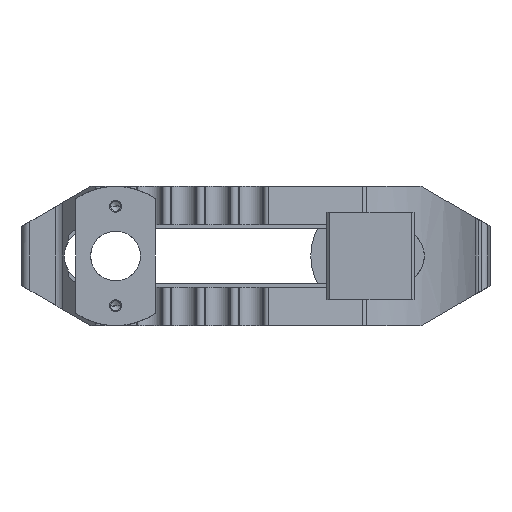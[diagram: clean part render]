
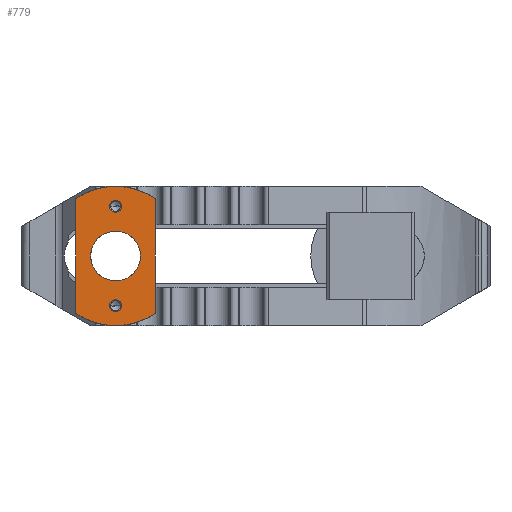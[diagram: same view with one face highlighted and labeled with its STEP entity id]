
A CAD part, front view. The second image highlights one B-rep face of the part: STEP entity #779.
In plain terms, the highlighted planar face has unit normal (0, -1, 0).
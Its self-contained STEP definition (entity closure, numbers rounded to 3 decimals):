
#779=ADVANCED_FACE('',(#1637,#1638,#1639,#1640),#1641,.T.);
#1637=FACE_BOUND('',#2612,.T.);
#1638=FACE_BOUND('',#2613,.T.);
#1639=FACE_BOUND('',#2614,.T.);
#1640=FACE_OUTER_BOUND('',#2615,.T.);
#1641=PLANE('',#2616);
#2612=EDGE_LOOP('',(#4762,#4763));
#2613=EDGE_LOOP('',(#4764,#4765));
#2614=EDGE_LOOP('',(#4766,#4767));
#2615=EDGE_LOOP('',(#4768,#4769,#4770,#4771));
#2616=AXIS2_PLACEMENT_3D('',#4772,#4773,#4774);
#4762=ORIENTED_EDGE('',*,*,#6064,.T.);
#4763=ORIENTED_EDGE('',*,*,#5835,.T.);
#4764=ORIENTED_EDGE('',*,*,#6723,.T.);
#4765=ORIENTED_EDGE('',*,*,#6724,.T.);
#4766=ORIENTED_EDGE('',*,*,#6359,.T.);
#4767=ORIENTED_EDGE('',*,*,#6051,.T.);
#4768=ORIENTED_EDGE('',*,*,#6725,.F.);
#4769=ORIENTED_EDGE('',*,*,#6686,.T.);
#4770=ORIENTED_EDGE('',*,*,#5863,.F.);
#4771=ORIENTED_EDGE('',*,*,#6079,.F.);
#4772=CARTESIAN_POINT('',(0.0,0.,36.0));
#4773=DIRECTION('',(0.,-1.0,0.));
#4774=DIRECTION('',(-1.0,0.,0.));
#5835=EDGE_CURVE('',#6982,#6980,#6983,.T.);
#5863=EDGE_CURVE('',#7029,#7031,#7032,.T.);
#6051=EDGE_CURVE('',#7351,#7360,#7362,.T.);
#6064=EDGE_CURVE('',#6980,#6982,#7383,.T.);
#6079=EDGE_CURVE('',#7404,#7029,#7407,.T.);
#6359=EDGE_CURVE('',#7360,#7351,#7860,.T.);
#6686=EDGE_CURVE('',#8309,#7031,#8312,.T.);
#6723=EDGE_CURVE('',#8358,#8359,#8360,.T.);
#6724=EDGE_CURVE('',#8359,#8358,#8361,.T.);
#6725=EDGE_CURVE('',#8309,#7404,#8362,.T.);
#6980=VERTEX_POINT('',#8661);
#6982=VERTEX_POINT('',#8664);
#6983=CIRCLE('',#8665,3.0);
#7029=VERTEX_POINT('',#8717);
#7031=VERTEX_POINT('',#8720);
#7032=CIRCLE('',#8721,35.0);
#7351=VERTEX_POINT('',#9318);
#7360=VERTEX_POINT('',#9330);
#7362=CIRCLE('',#9333,12.5);
#7383=CIRCLE('',#9358,3.0);
#7404=VERTEX_POINT('',#9414);
#7407=LINE('',#9418,#9419);
#7860=CIRCLE('',#10124,12.5);
#8309=VERTEX_POINT('',#10940);
#8312=LINE('',#10945,#10946);
#8358=VERTEX_POINT('',#11007);
#8359=VERTEX_POINT('',#11008);
#8360=CIRCLE('',#11009,3.0);
#8361=CIRCLE('',#11010,3.0);
#8362=CIRCLE('',#11011,35.0);
#8661=CARTESIAN_POINT('',(-3.0,0.0,-25.0));
#8664=CARTESIAN_POINT('',(3.0,0.,-25.0));
#8665=AXIS2_PLACEMENT_3D('',#11383,#11384,#11385);
#8717=CARTESIAN_POINT('',(20.0,0.0,-28.723));
#8720=CARTESIAN_POINT('',(-20.0,0.0,-28.723));
#8721=AXIS2_PLACEMENT_3D('',#11438,#11439,#11440);
#9318=CARTESIAN_POINT('',(-12.5,0.,0.));
#9330=CARTESIAN_POINT('',(12.5,0.0,0.));
#9333=AXIS2_PLACEMENT_3D('',#11664,#11665,#11666);
#9358=AXIS2_PLACEMENT_3D('',#11686,#11687,#11688);
#9414=CARTESIAN_POINT('',(20.0,0.0,28.723));
#9418=CARTESIAN_POINT('',(20.0,0.,36.0));
#9419=VECTOR('',#11703,1.0);
#10124=AXIS2_PLACEMENT_3D('',#12070,#12071,#12072);
#10940=CARTESIAN_POINT('',(-20.0,0.0,28.723));
#10945=CARTESIAN_POINT('',(-20.0,0.,36.0));
#10946=VECTOR('',#12466,1.0);
#11007=CARTESIAN_POINT('',(3.0,0.0,25.0));
#11008=CARTESIAN_POINT('',(-3.0,0.,25.0));
#11009=AXIS2_PLACEMENT_3D('',#12509,#12510,#12511);
#11010=AXIS2_PLACEMENT_3D('',#12512,#12513,#12514);
#11011=AXIS2_PLACEMENT_3D('',#12515,#12516,#12517);
#11383=CARTESIAN_POINT('',(0.0,0.0,-25.0));
#11384=DIRECTION('',(0.,1.0,0.));
#11385=DIRECTION('',(-1.0,0.,0.));
#11438=CARTESIAN_POINT('',(0.0,0.0,0.0));
#11439=DIRECTION('',(0.,1.0,0.));
#11440=DIRECTION('',(-1.0,0.,0.));
#11664=CARTESIAN_POINT('',(0.0,0.0,0.0));
#11665=DIRECTION('',(0.,1.0,0.));
#11666=DIRECTION('',(-1.0,0.,0.));
#11686=CARTESIAN_POINT('',(0.0,0.0,-25.0));
#11687=DIRECTION('',(0.,1.0,0.));
#11688=DIRECTION('',(-1.0,0.,0.));
#11703=DIRECTION('',(0.0,0.,-1.0));
#12070=CARTESIAN_POINT('',(0.0,0.0,0.0));
#12071=DIRECTION('',(0.,1.0,0.));
#12072=DIRECTION('',(-1.0,0.,0.));
#12466=DIRECTION('',(0.0,0.,-1.0));
#12509=CARTESIAN_POINT('',(0.0,0.0,25.0));
#12510=DIRECTION('',(0.,1.0,0.));
#12511=DIRECTION('',(1.0,0.,0.));
#12512=CARTESIAN_POINT('',(0.0,0.0,25.0));
#12513=DIRECTION('',(0.,1.0,0.));
#12514=DIRECTION('',(1.0,0.,0.));
#12515=CARTESIAN_POINT('',(0.0,0.0,0.0));
#12516=DIRECTION('',(0.,1.0,0.));
#12517=DIRECTION('',(-1.0,0.,0.));
